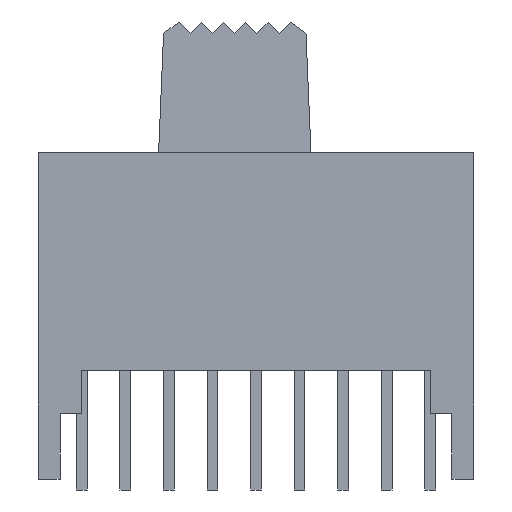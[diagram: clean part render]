
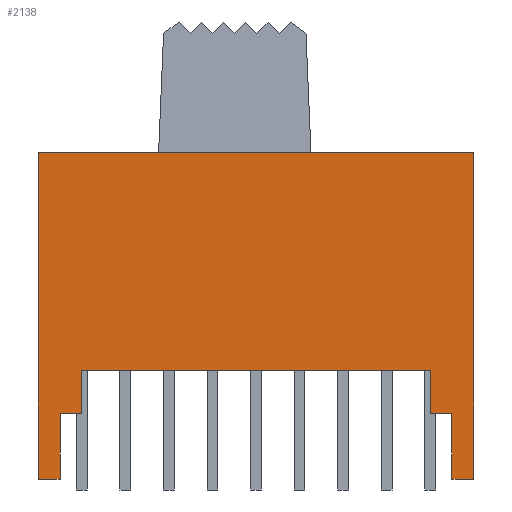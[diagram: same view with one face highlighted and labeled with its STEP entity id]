
A CAD part, front view. The second image highlights one B-rep face of the part: STEP entity #2138.
In plain terms, the highlighted planar face has unit normal (0, -1, 0).
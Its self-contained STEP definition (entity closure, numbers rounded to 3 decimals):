
#76=DIRECTION('',(0.,0.,-1.));
#77=VECTOR('',#76,15.);
#78=CARTESIAN_POINT('',(-10.,-4.7,0.));
#79=LINE('',#78,#77);
#172=DIRECTION('',(0.,0.,1.));
#173=VECTOR('',#172,3.);
#174=CARTESIAN_POINT('',(-9.,-4.7,-15.));
#175=LINE('',#174,#173);
#176=DIRECTION('',(1.,0.,0.));
#177=VECTOR('',#176,20.);
#178=CARTESIAN_POINT('',(-10.,-4.7,0.));
#179=LINE('',#178,#177);
#180=DIRECTION('',(0.,0.,1.));
#181=VECTOR('',#180,3.);
#182=CARTESIAN_POINT('',(9.,-4.7,-15.));
#183=LINE('',#182,#181);
#184=DIRECTION('',(1.,0.,0.));
#185=VECTOR('',#184,1.);
#186=CARTESIAN_POINT('',(8.,-4.7,-12.));
#187=LINE('',#186,#185);
#188=DIRECTION('',(0.,0.,-1.));
#189=VECTOR('',#188,2.);
#190=CARTESIAN_POINT('',(8.,-4.7,-10.));
#191=LINE('',#190,#189);
#192=DIRECTION('',(1.,0.,0.));
#193=VECTOR('',#192,16.);
#194=CARTESIAN_POINT('',(-8.,-4.7,-10.));
#195=LINE('',#194,#193);
#196=DIRECTION('',(0.,0.,1.));
#197=VECTOR('',#196,2.);
#198=CARTESIAN_POINT('',(-8.,-4.7,-12.));
#199=LINE('',#198,#197);
#200=DIRECTION('',(1.,0.,0.));
#201=VECTOR('',#200,1.);
#202=CARTESIAN_POINT('',(-9.,-4.7,-12.));
#203=LINE('',#202,#201);
#208=DIRECTION('',(1.,0.,0.));
#209=VECTOR('',#208,1.);
#210=CARTESIAN_POINT('',(-10.,-4.7,-15.));
#211=LINE('',#210,#209);
#216=DIRECTION('',(1.,0.,0.));
#217=VECTOR('',#216,1.);
#218=CARTESIAN_POINT('',(9.,-4.7,-15.));
#219=LINE('',#218,#217);
#672=DIRECTION('',(0.,0.,-1.));
#673=VECTOR('',#672,15.);
#674=CARTESIAN_POINT('',(10.,-4.7,0.));
#675=LINE('',#674,#673);
#1513=CARTESIAN_POINT('',(-10.,-4.7,0.));
#1515=VERTEX_POINT('',#1513);
#1516=CARTESIAN_POINT('',(-10.,-4.7,-15.));
#1517=VERTEX_POINT('',#1516);
#1529=CARTESIAN_POINT('',(10.,-4.7,0.));
#1531=VERTEX_POINT('',#1529);
#1532=CARTESIAN_POINT('',(10.,-4.7,-15.));
#1533=VERTEX_POINT('',#1532);
#1544=CARTESIAN_POINT('',(-9.,-4.7,-15.));
#1545=CARTESIAN_POINT('',(-9.,-4.7,-12.));
#1546=VERTEX_POINT('',#1544);
#1547=VERTEX_POINT('',#1545);
#1548=CARTESIAN_POINT('',(-8.,-4.7,-12.));
#1549=VERTEX_POINT('',#1548);
#1550=CARTESIAN_POINT('',(-8.,-4.7,-10.));
#1551=VERTEX_POINT('',#1550);
#1552=CARTESIAN_POINT('',(8.,-4.7,-10.));
#1553=VERTEX_POINT('',#1552);
#1554=CARTESIAN_POINT('',(8.,-4.7,-12.));
#1555=VERTEX_POINT('',#1554);
#1556=CARTESIAN_POINT('',(9.,-4.7,-12.));
#1557=VERTEX_POINT('',#1556);
#1558=CARTESIAN_POINT('',(9.,-4.7,-15.));
#1559=VERTEX_POINT('',#1558);
#2110=CARTESIAN_POINT('',(-10.,-4.7,0.));
#2111=DIRECTION('',(0.,-1.,0.));
#2112=DIRECTION('',(0.,0.,-1.));
#2113=AXIS2_PLACEMENT_3D('',#2110,#2111,#2112);
#2114=PLANE('',#2113);
#2115=ORIENTED_EDGE('',*,*,#2084,.F.);
#2117=ORIENTED_EDGE('',*,*,#2116,.F.);
#2118=ORIENTED_EDGE('',*,*,#1995,.F.);
#2119=ORIENTED_EDGE('',*,*,#2022,.T.);
#2121=ORIENTED_EDGE('',*,*,#2120,.T.);
#2123=ORIENTED_EDGE('',*,*,#2122,.F.);
#2125=ORIENTED_EDGE('',*,*,#2124,.T.);
#2127=ORIENTED_EDGE('',*,*,#2126,.F.);
#2129=ORIENTED_EDGE('',*,*,#2128,.F.);
#2131=ORIENTED_EDGE('',*,*,#2130,.F.);
#2133=ORIENTED_EDGE('',*,*,#2132,.F.);
#2135=ORIENTED_EDGE('',*,*,#2134,.F.);
#2136=EDGE_LOOP('',(#2115,#2117,#2118,#2119,#2121,#2123,#2125,#2127,#2129,#2131,
#2133,#2135));
#2137=FACE_OUTER_BOUND('',#2136,.F.);
#2138=ADVANCED_FACE('',(#2137),#2114,.T.);
#1995=EDGE_CURVE('',#1515,#1517,#79,.T.);
#2022=EDGE_CURVE('',#1515,#1531,#179,.T.);
#2084=EDGE_CURVE('',#1546,#1547,#175,.T.);
#2116=EDGE_CURVE('',#1517,#1546,#211,.T.);
#2120=EDGE_CURVE('',#1531,#1533,#675,.T.);
#2122=EDGE_CURVE('',#1559,#1533,#219,.T.);
#2124=EDGE_CURVE('',#1559,#1557,#183,.T.);
#2126=EDGE_CURVE('',#1555,#1557,#187,.T.);
#2128=EDGE_CURVE('',#1553,#1555,#191,.T.);
#2130=EDGE_CURVE('',#1551,#1553,#195,.T.);
#2132=EDGE_CURVE('',#1549,#1551,#199,.T.);
#2134=EDGE_CURVE('',#1547,#1549,#203,.T.);
